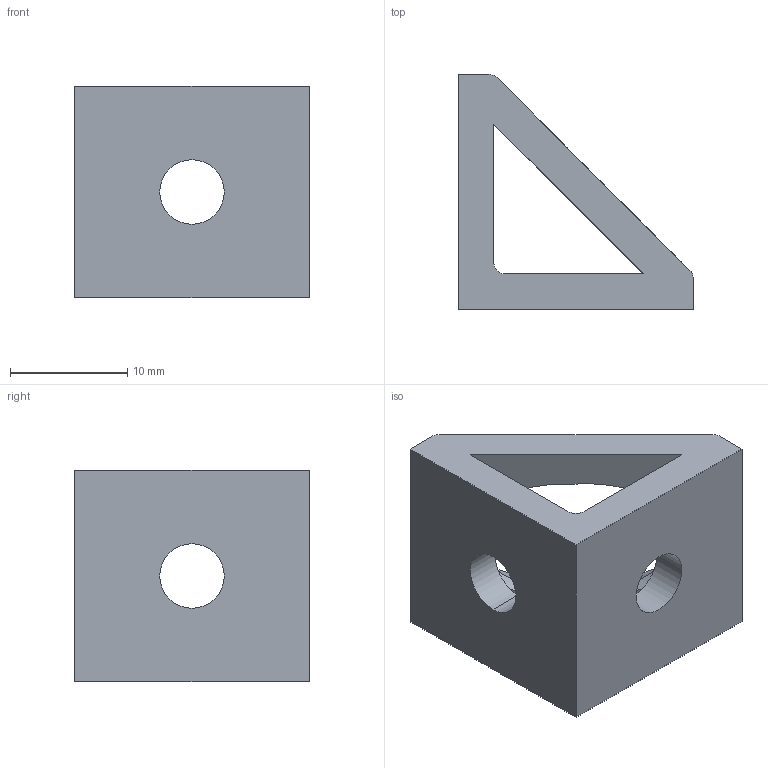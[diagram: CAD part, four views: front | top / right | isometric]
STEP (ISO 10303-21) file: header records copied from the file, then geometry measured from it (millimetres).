
FILE_DESCRIPTION (( 'STEP AP203' ), '1' );
FILE_NAME ('5537T518.STEP', '2018-02-27T19:50:04', ( '' ), ( '' ), 'SwSTEP 2.0', 'SolidWorks 2014', '' );
FILE_SCHEMA (( 'CONFIG_CONTROL_DESIGN' ));
Length unit declared in the file: inch
Products named in the file (1): 5537T518
Bounding box: 20 x 20 x 18 mm (x, y, z)
Volume: 2451.3 mm3; surface area: 2173 mm2
Topology: 1 solids, 1 shells, 24 faces, 66 edges, 43 vertices
Faces by surface type: cylinder 13, plane 11
Entity records: 861 total; most frequent: CARTESIAN_POINT 179, ORIENTED_EDGE 132, DIRECTION 119, EDGE_CURVE 66, VERTEX_POINT 43, AXIS2_PLACEMENT_3D 42, LINE 35, VECTOR 35
